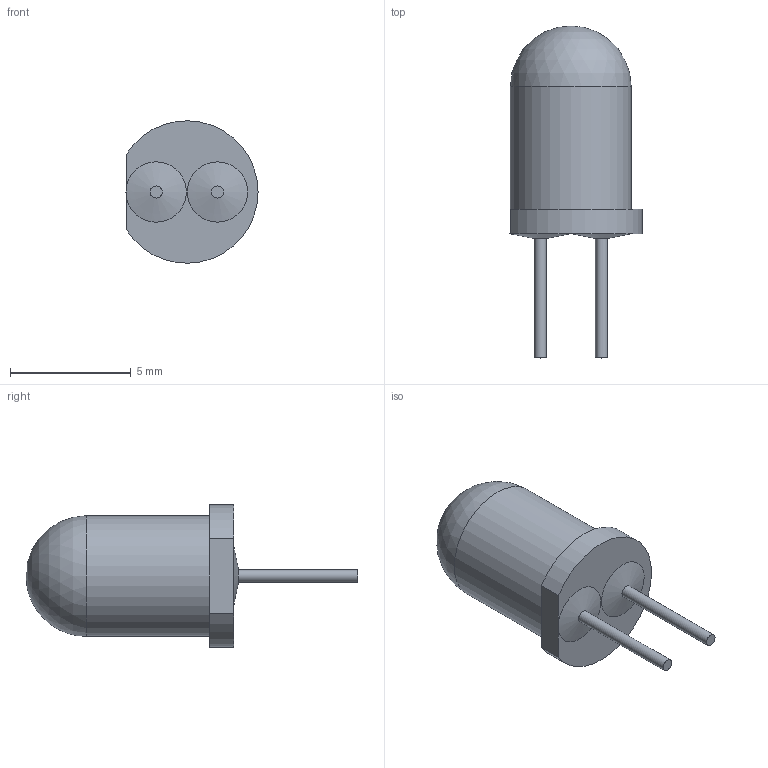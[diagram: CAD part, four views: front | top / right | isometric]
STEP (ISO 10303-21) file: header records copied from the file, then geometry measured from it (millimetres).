
FILE_DESCRIPTION(('STEP AP242'), '1');
FILE_NAME('ñâåòîäèîä', '', ('UNSPECIFIED'), ('UNSPECIFIED'), 'C3D Converter', 'C3D Toolkit', '');
FILE_SCHEMA(('AP242_MANAGED_MODEL_BASED_3D_ENGINEERING_MIM_LF { 1 0 10303 442 1 1 4 }'));
Length unit declared in the file: millimetre
Products named in the file (1): 5mm_LED_Red
Bounding box: 5.47 x 13.75 x 5.9 mm (x, y, z)
Volume: 162 mm3; surface area: 186.6 mm2
Topology: 1 solids, 1 shells, 13 faces, 28 edges, 17 vertices
Faces by surface type: plane 6, cylinder 4, cone 2, sphere 1
Full cylindrical faces by diameter (mm): 0.5 x2, 5 x1
Entity records: 411 total; most frequent: DIRECTION 61, CARTESIAN_POINT 49, ORIENTED_EDGE 40, AXIS2_PLACEMENT_3D 27, EDGE_CURVE 20, EDGE_LOOP 19, VERTEX_POINT 15, ADVANCED_FACE 13
